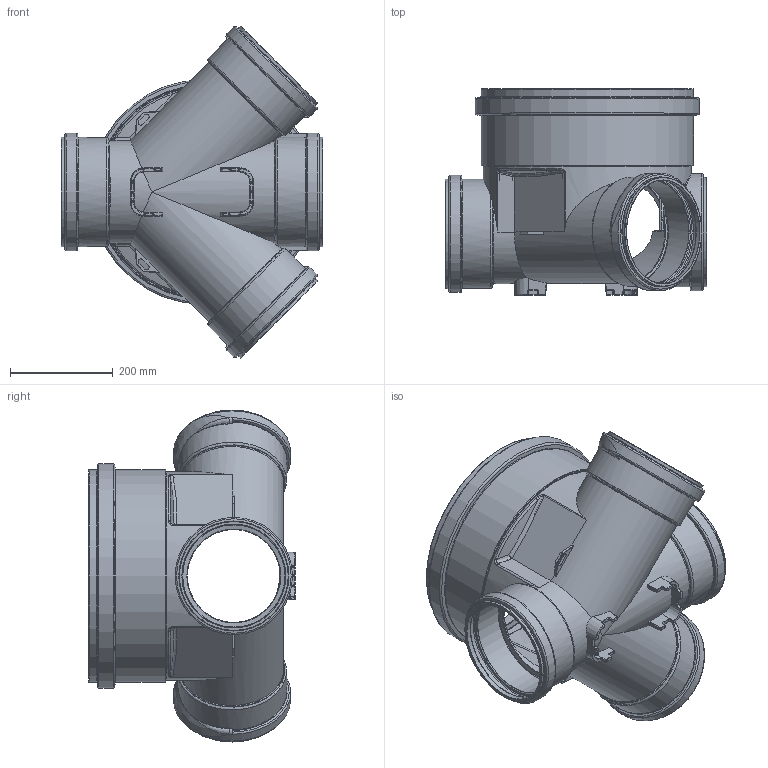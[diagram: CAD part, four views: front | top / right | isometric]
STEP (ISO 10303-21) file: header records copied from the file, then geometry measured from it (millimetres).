
FILE_DESCRIPTION(/* description */ (''),/* implementation_level */ '2;1');
FILE_NAME(/* name */ '660050z.stp',/* time_stamp */ '2023-12-01T11:19:11+01:00',/* author */ ('corinna'),/* organization */ (''),/* preprocessor_version */ 'ST-DEVELOPER v20',/* originating_system */ 'Autodesk Inventor 2024',/* authorisation */ '');
FILE_SCHEMA (('AUTOMOTIVE_DESIGN { 1 0 10303 214 3 1 1 }'));
Length unit declared in the file: millimetre
Products named in the file (1): 660050z
Bounding box: 508.7 x 401.5 x 644.98 mm (x, y, z)
Volume: 4382586.9 mm3; surface area: 1561826.6 mm2
Topology: 1 solids, 1 shells, 569 faces, 1491 edges, 927 vertices
Faces by surface type: cylinder 170, bspline 148, plane 105, torus 98, cone 46, sphere 2
Full cylindrical faces by diameter (mm): 180.5 x1, 187.5 x2, 200.6 x4, 200.9 x8, 212 x3, 212.3 x4, 216.3 x4, 227.7 x2, 404 x1, 404.9 x1, 413 x2, 427.1 x1, 436.1 x1
Entity records: 23319 total; most frequent: CARTESIAN_POINT 9746, ORIENTED_EDGE 2978, DIRECTION 2760, EDGE_CURVE 1489, AXIS2_PLACEMENT_3D 1182, VERTEX_POINT 927, CIRCLE 609, EDGE_LOOP 586
